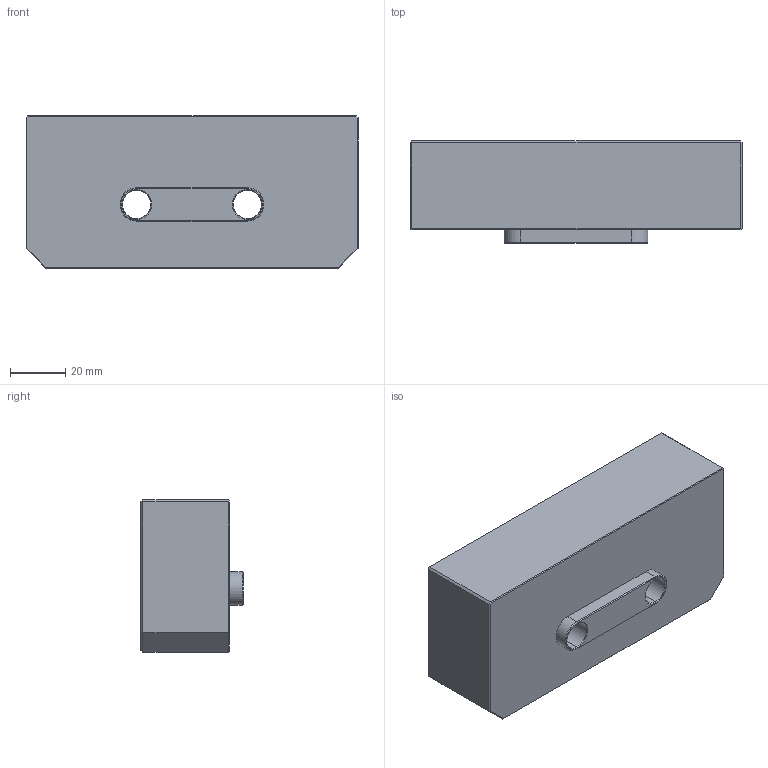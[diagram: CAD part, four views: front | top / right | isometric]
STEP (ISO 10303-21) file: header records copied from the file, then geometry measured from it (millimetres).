
FILE_DESCRIPTION (( 'STEP AP214' ), '1' );
FILE_NAME ('Alu pakna.STEP', '2021-12-20T15:25:20', ( '' ), ( '' ), 'SwSTEP 2.0', 'SolidWorks 2013', '' );
FILE_SCHEMA (( 'AUTOMOTIVE_DESIGN' ));
Length unit declared in the file: millimetre
Products named in the file (1): Alu pakna
Bounding box: 120 x 36.9 x 55 mm (x, y, z)
Volume: 203162.7 mm3; surface area: 26822.3 mm2
Topology: 1 solids, 1 shells, 53 faces, 114 edges, 66 vertices
Faces by surface type: plane 33, cone 10, cylinder 10
Entity records: 1440 total; most frequent: DIRECTION 252, CARTESIAN_POINT 234, ORIENTED_EDGE 228, EDGE_CURVE 114, VECTOR 84, AXIS2_PLACEMENT_3D 84, LINE 84, VERTEX_POINT 66
